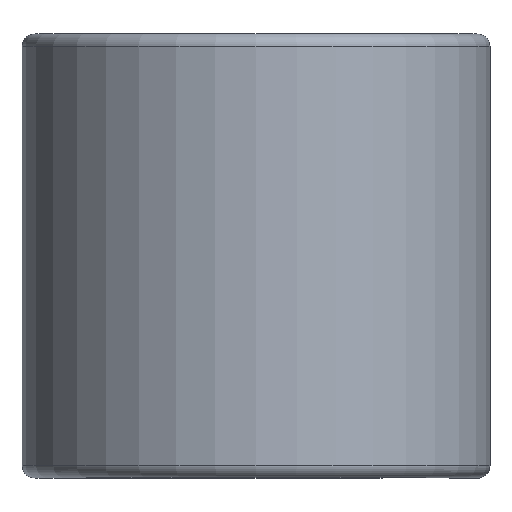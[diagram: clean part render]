
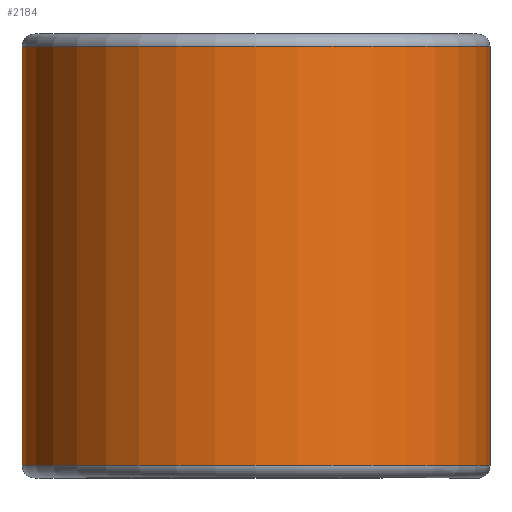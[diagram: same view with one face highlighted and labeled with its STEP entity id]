
A CAD part, top view. The second image highlights one B-rep face of the part: STEP entity #2184.
In plain terms, the highlighted cylindrical face has radius 14.224 mm (diameter 28.448 mm), a partial arc.
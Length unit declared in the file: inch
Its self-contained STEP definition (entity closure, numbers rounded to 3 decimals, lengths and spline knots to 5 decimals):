
#1 = ORIENTED_EDGE ( 'NONE', *, *, #1529, .T. ) ;
#58 = AXIS2_PLACEMENT_3D ( 'NONE', #1597, #499, #1793 ) ;
#64 = VECTOR ( 'NONE', #2224, 39.37008 ) ;
#117 = AXIS2_PLACEMENT_3D ( 'NONE', #475, #298, #1775 ) ;
#153 = CARTESIAN_POINT ( 'NONE',  ( 0., 0.50125, -0.56 ) ) ;
#176 = EDGE_CURVE ( 'NONE', #1677, #1122, #2316, .T. ) ;
#231 = CARTESIAN_POINT ( 'NONE',  ( 0., -0.50125, -0.56 ) ) ;
#232 = ORIENTED_EDGE ( 'NONE', *, *, #927, .T. ) ;
#298 = DIRECTION ( 'NONE',  ( 0., -1., 0. ) ) ;
#329 = LINE ( 'NONE', #2170, #1321 ) ;
#425 = ORIENTED_EDGE ( 'NONE', *, *, #1710, .F. ) ;
#475 = CARTESIAN_POINT ( 'NONE',  ( 0., 0.5, 0. ) ) ;
#499 = DIRECTION ( 'NONE',  ( 0., -1., 0. ) ) ;
#521 = DIRECTION ( 'NONE',  ( 0., -1., 0. ) ) ;
#644 = FACE_OUTER_BOUND ( 'NONE', #884, .T. ) ;
#650 = ORIENTED_EDGE ( 'NONE', *, *, #176, .F. ) ;
#856 = AXIS2_PLACEMENT_3D ( 'NONE', #1615, #521, #1815 ) ;
#870 = CARTESIAN_POINT ( 'NONE',  ( 0.56, -0.50125, 0. ) ) ;
#884 = EDGE_LOOP ( 'NONE', ( #232, #1, #650, #425 ) ) ;
#927 = EDGE_CURVE ( 'NONE', #1741, #1679, #329, .T. ) ;
#1052 = CYLINDRICAL_SURFACE ( 'NONE', #117, 0.56 ) ;
#1122 = VERTEX_POINT ( 'NONE', #153 ) ;
#1264 = DIRECTION ( 'NONE',  ( 0., 1., 0. ) ) ;
#1321 = VECTOR ( 'NONE', #1264, 39.37008 ) ;
#1380 = CIRCLE ( 'NONE', #58, 0.56 ) ;
#1529 = EDGE_CURVE ( 'NONE', #1679, #1122, #2344, .T. ) ;
#1597 = CARTESIAN_POINT ( 'NONE',  ( 0., -0.50125, 0. ) ) ;
#1615 = CARTESIAN_POINT ( 'NONE',  ( 0., 0.50125, 0. ) ) ;
#1677 = VERTEX_POINT ( 'NONE', #231 ) ;
#1679 = VERTEX_POINT ( 'NONE', #1875 ) ;
#1710 = EDGE_CURVE ( 'NONE', #1741, #1677, #1380, .T. ) ;
#1741 = VERTEX_POINT ( 'NONE', #870 ) ;
#1775 = DIRECTION ( 'NONE',  ( 0., 0., -1. ) ) ;
#1793 = DIRECTION ( 'NONE',  ( 0., 0., -1. ) ) ;
#1815 = DIRECTION ( 'NONE',  ( 0., 0., -1. ) ) ;
#1842 = CARTESIAN_POINT ( 'NONE',  ( 0., 0.50125, -0.56 ) ) ;
#1875 = CARTESIAN_POINT ( 'NONE',  ( 0.56, 0.50125, 0. ) ) ;
#2170 = CARTESIAN_POINT ( 'NONE',  ( 0.56, 0.50125, 0. ) ) ;
#2184 = ADVANCED_FACE ( 'NONE', ( #644 ), #1052, .T. ) ;
#2224 = DIRECTION ( 'NONE',  ( 0., 1., 0. ) ) ;
#2316 = LINE ( 'NONE', #1842, #64 ) ;
#2344 = CIRCLE ( 'NONE', #856, 0.56 ) ;
